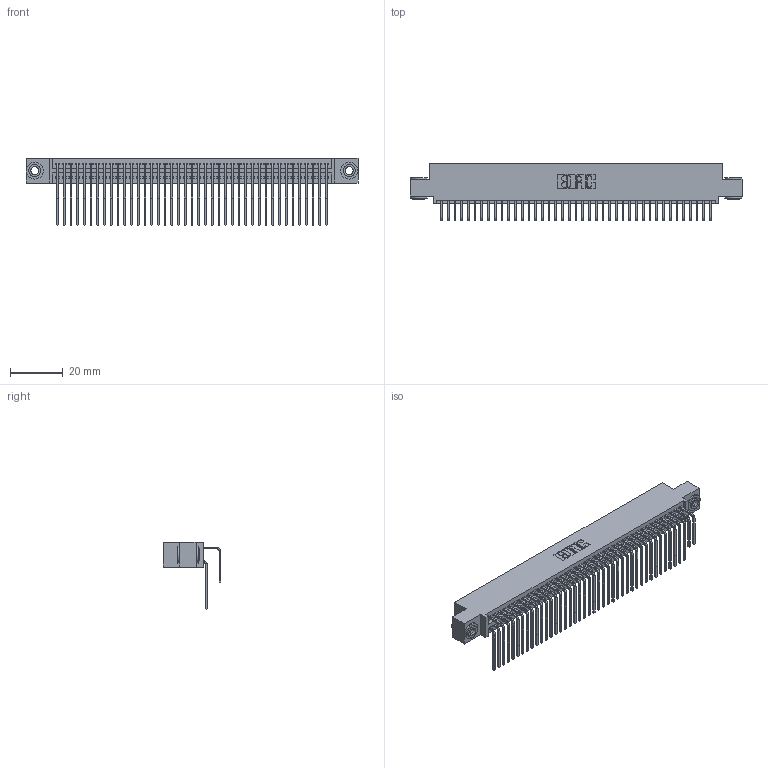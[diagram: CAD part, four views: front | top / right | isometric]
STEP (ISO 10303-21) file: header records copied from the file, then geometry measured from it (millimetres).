
FILE_DESCRIPTION (( 'STEP AP203' ), '1' );
FILE_NAME ('395-082-558-503.STEP', '2018-11-28T09:48:48', ( '' ), ( '' ), 'SwSTEP 2.0', 'SolidWorks 2016', '' );
FILE_SCHEMA (( 'CONFIG_CONTROL_DESIGN' ));
Length unit declared in the file: inch
Products named in the file (5): 345-292-001_558 559 Tail - 1; 345-250-002_345-250-002-102; 345-292-001_558 Tail - 2; 345 Part_0.110 Offset - 0.156 Dia-TH; 395-082-558-503
Assembly tree (85 placements, depth 2):
  395-082-558-503
    345 Part_0.110 Offset - 0.156 Dia-TH
    345-292-001_558 559 Tail - 1  x41
    345-292-001_558 Tail - 2  x41
    345-250-002_345-250-002-102  x2
Bounding box: 125.35 x 21.83 x 25.53 mm (x, y, z)
Volume: 12586.3 mm3; surface area: 21107.4 mm2
Topology: 85 solids, 85 shells, 4432 faces, 13139 edges, 8646 vertices
Faces by surface type: plane 2964, cylinder 1460, cone 8
Entity records: 34738 total; most frequent: CARTESIAN_POINT 5846, ORIENTED_EDGE 5722, DIRECTION 5159, EDGE_CURVE 2861, LINE 2501, VECTOR 2501, VERTEX_POINT 1902, AXIS2_PLACEMENT_3D 1329
